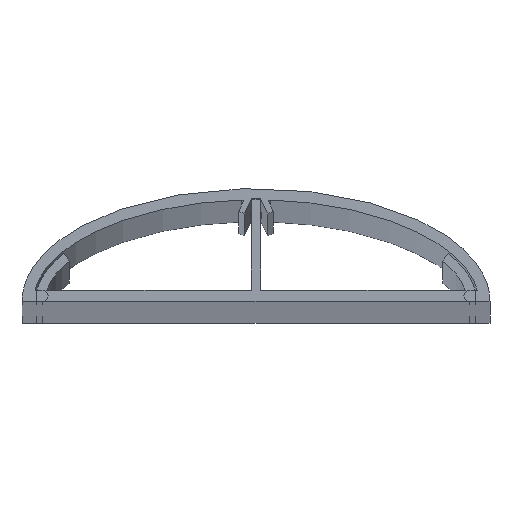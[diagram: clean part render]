
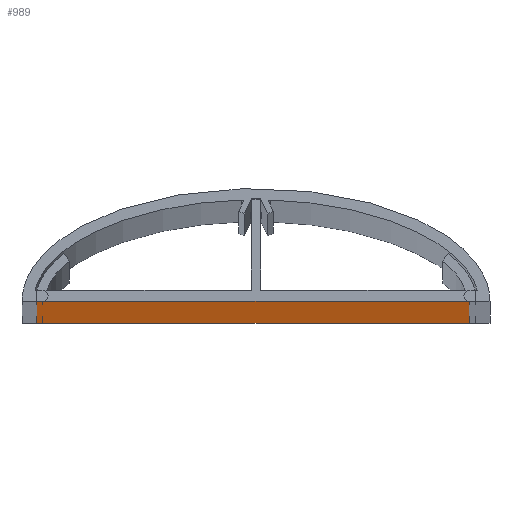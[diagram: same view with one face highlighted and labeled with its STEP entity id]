
A CAD part, top view. The second image highlights one B-rep face of the part: STEP entity #989.
In plain terms, the highlighted planar face has unit normal (0, -1, 0).
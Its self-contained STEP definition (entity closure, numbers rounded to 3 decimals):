
#8 = VERTEX_POINT ( 'NONE', #1460 ) ;
#57 = LINE ( 'NONE', #1158, #1198 ) ;
#76 = CARTESIAN_POINT ( 'NONE',  ( -34.95, -0.9, 2000. ) ) ;
#88 = DIRECTION ( 'NONE',  ( 0., 1., 0. ) ) ;
#157 = VERTEX_POINT ( 'NONE', #1186 ) ;
#170 = EDGE_CURVE ( 'NONE', #157, #1269, #330, .T. ) ;
#191 = VECTOR ( 'NONE', #476, 1000. ) ;
#227 = CARTESIAN_POINT ( 'NONE',  ( -34.95, -0.9, 0. ) ) ;
#330 = LINE ( 'NONE', #76, #337 ) ;
#337 = VECTOR ( 'NONE', #678, 1000. ) ;
#338 = CARTESIAN_POINT ( 'NONE',  ( -34.95, -0.9, 2000. ) ) ;
#406 = VECTOR ( 'NONE', #477, 1000. ) ;
#418 = ORIENTED_EDGE ( 'NONE', *, *, #561, .F. ) ;
#436 = DIRECTION ( 'NONE',  ( 0., 0., -1. ) ) ;
#453 = LINE ( 'NONE', #227, #406 ) ;
#466 = ORIENTED_EDGE ( 'NONE', *, *, #1081, .F. ) ;
#467 = LINE ( 'NONE', #602, #191 ) ;
#476 = DIRECTION ( 'NONE',  ( 1., 0., 0. ) ) ;
#477 = DIRECTION ( 'NONE',  ( 1., 0., 0. ) ) ;
#483 = DIRECTION ( 'NONE',  ( 0., 0., 1. ) ) ;
#561 = EDGE_CURVE ( 'NONE', #157, #1248, #467, .T. ) ;
#602 = CARTESIAN_POINT ( 'NONE',  ( -34.95, -0.9, 2000. ) ) ;
#678 = DIRECTION ( 'NONE',  ( 0., 0., -1. ) ) ;
#713 = CARTESIAN_POINT ( 'NONE',  ( 34.95, -0.9, 2000. ) ) ;
#839 = PLANE ( 'NONE',  #1315 ) ;
#948 = EDGE_CURVE ( 'NONE', #1269, #8, #453, .T. ) ;
#964 = ORIENTED_EDGE ( 'NONE', *, *, #170, .T. ) ;
#989 = ADVANCED_FACE ( 'NONE', ( #1321 ), #839, .F. ) ;
#1013 = EDGE_LOOP ( 'NONE', ( #1506, #466, #418, #964 ) ) ;
#1081 = EDGE_CURVE ( 'NONE', #1248, #8, #57, .T. ) ;
#1158 = CARTESIAN_POINT ( 'NONE',  ( 34.95, -0.9, 2000. ) ) ;
#1186 = CARTESIAN_POINT ( 'NONE',  ( -34.95, -0.9, 2000. ) ) ;
#1198 = VECTOR ( 'NONE', #436, 1000. ) ;
#1208 = CARTESIAN_POINT ( 'NONE',  ( -34.95, -0.9, 0. ) ) ;
#1248 = VERTEX_POINT ( 'NONE', #713 ) ;
#1269 = VERTEX_POINT ( 'NONE', #1208 ) ;
#1315 = AXIS2_PLACEMENT_3D ( 'NONE', #338, #88, #483 ) ;
#1321 = FACE_OUTER_BOUND ( 'NONE', #1013, .T. ) ;
#1460 = CARTESIAN_POINT ( 'NONE',  ( 34.95, -0.9, 0. ) ) ;
#1506 = ORIENTED_EDGE ( 'NONE', *, *, #948, .T. ) ;
